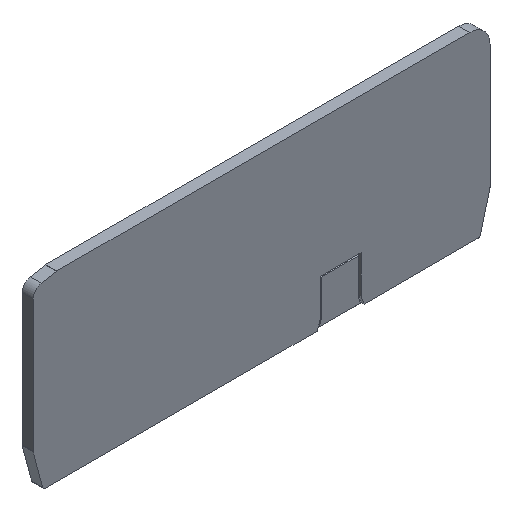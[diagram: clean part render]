
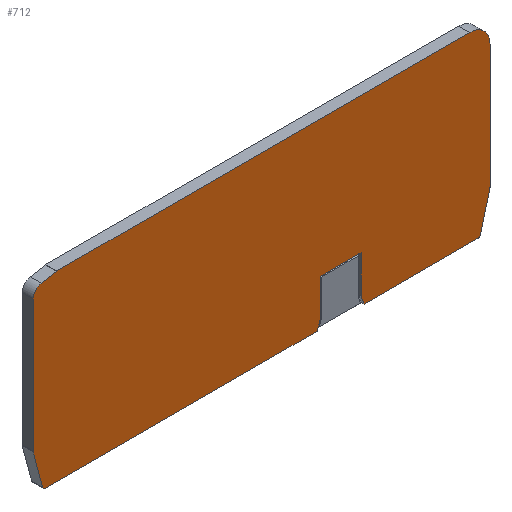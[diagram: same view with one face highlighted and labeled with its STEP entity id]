
A CAD part, isometric view. The second image highlights one B-rep face of the part: STEP entity #712.
In plain terms, the highlighted planar face has unit normal (0, -1, 0).
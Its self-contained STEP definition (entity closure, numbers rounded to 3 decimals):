
#1=CARTESIAN_POINT('',(34.55,-2.2,-10.223));
#2=DIRECTION('',(0.,-1.,0.));
#3=DIRECTION('',(0.966,0.,-0.259));
#4=AXIS2_PLACEMENT_3D('',#1,#2,#3);
#6=DIRECTION('',(0.259,0.,0.966));
#7=VECTOR('',#6,7.274);
#8=CARTESIAN_POINT('',(33.15,-2.2,-17.379));
#9=LINE('',#8,#7);
#10=CARTESIAN_POINT('',(32.667,-2.2,-17.25));
#11=DIRECTION('',(0.,-1.,0.));
#12=DIRECTION('',(0.,0.,-1.));
#13=AXIS2_PLACEMENT_3D('',#10,#11,#12);
#15=DIRECTION('',(0.342,0.,-0.94));
#16=VECTOR('',#15,1.756);
#17=CARTESIAN_POINT('',(9.5,-2.2,-16.1));
#18=LINE('',#17,#16);
#19=DIRECTION('',(0.342,0.,0.94));
#20=VECTOR('',#19,1.756);
#21=CARTESIAN_POINT('',(0.8,-2.2,-17.75));
#22=LINE('',#21,#20);
#23=DIRECTION('',(1.,0.,0.));
#24=VECTOR('',#23,53.867);
#25=CARTESIAN_POINT('',(-53.067,-2.2,-17.75));
#26=LINE('',#25,#24);
#27=CARTESIAN_POINT('',(-53.067,-2.2,-17.25));
#28=DIRECTION('',(0.,-1.,0.));
#29=DIRECTION('',(-0.966,0.,-0.259));
#30=AXIS2_PLACEMENT_3D('',#27,#28,#29);
#32=DIRECTION('',(0.259,0.,-0.966));
#33=VECTOR('',#32,7.274);
#34=CARTESIAN_POINT('',(-55.433,-2.2,-10.353));
#35=LINE('',#34,#33);
#36=CARTESIAN_POINT('',(-54.95,-2.2,-10.223));
#37=DIRECTION('',(0.,-1.,0.));
#38=DIRECTION('',(-1.,0.,0.));
#39=AXIS2_PLACEMENT_3D('',#36,#37,#38);
#41=DIRECTION('',(0.,0.,-1.));
#42=VECTOR('',#41,26.097);
#43=CARTESIAN_POINT('',(-55.45,-2.2,15.873));
#44=LINE('',#43,#42);
#45=CARTESIAN_POINT('',(-53.821,-2.2,17.778));
#46=CARTESIAN_POINT('',(-54.003,-2.2,17.743));
#47=CARTESIAN_POINT('',(-54.343,-2.2,17.629));
#48=CARTESIAN_POINT('',(-54.798,-2.2,17.323));
#49=CARTESIAN_POINT('',(-55.151,-2.2,16.91));
#50=CARTESIAN_POINT('',(-55.382,-2.2,16.414));
#51=CARTESIAN_POINT('',(-55.444,-2.2,16.062));
#52=CARTESIAN_POINT('',(-55.45,-2.2,15.873));
#54=DIRECTION('',(-0.983,0.,-0.185));
#55=VECTOR('',#54,3.04);
#56=CARTESIAN_POINT('',(-50.834,-2.2,18.341));
#57=LINE('',#56,#55);
#58=CARTESIAN_POINT('',(-50.741,-2.2,17.85));
#59=DIRECTION('',(0.,-1.,0.));
#60=DIRECTION('',(0.,0.,1.));
#61=AXIS2_PLACEMENT_3D('',#58,#59,#60);
#63=DIRECTION('',(-1.,0.,0.));
#64=VECTOR('',#63,81.791);
#65=CARTESIAN_POINT('',(31.05,-2.2,18.35));
#66=LINE('',#65,#64);
#67=CARTESIAN_POINT('',(31.05,-2.2,14.35));
#68=DIRECTION('',(0.,-1.,0.));
#69=DIRECTION('',(1.,0.,0.));
#70=AXIS2_PLACEMENT_3D('',#67,#68,#69);
#72=DIRECTION('',(0.,0.,-1.));
#73=VECTOR('',#72,24.573);
#74=CARTESIAN_POINT('',(35.05,-2.2,14.35));
#75=LINE('',#74,#73);
#303=DIRECTION('',(-1.,0.,0.));
#304=VECTOR('',#303,22.567);
#305=CARTESIAN_POINT('',(32.667,-2.2,-17.75));
#306=LINE('',#305,#304);
#463=DIRECTION('',(0.,0.,-1.));
#464=VECTOR('',#463,7.45);
#465=CARTESIAN_POINT('',(1.4,-2.2,-8.65));
#466=LINE('',#465,#464);
#471=DIRECTION('',(-1.,0.,0.));
#472=VECTOR('',#471,8.1);
#473=CARTESIAN_POINT('',(9.5,-2.2,-8.65));
#474=LINE('',#473,#472);
#479=DIRECTION('',(0.,0.,1.));
#480=VECTOR('',#479,7.45);
#481=CARTESIAN_POINT('',(9.5,-2.2,-16.1));
#482=LINE('',#481,#480);
#515=CARTESIAN_POINT('',(35.05,-2.2,14.35));
#516=CARTESIAN_POINT('',(35.05,-2.2,-10.223));
#517=VERTEX_POINT('',#515);
#518=VERTEX_POINT('',#516);
#519=CARTESIAN_POINT('',(31.05,-2.2,18.35));
#520=VERTEX_POINT('',#519);
#521=CARTESIAN_POINT('',(-50.741,-2.2,18.35));
#522=VERTEX_POINT('',#521);
#523=CARTESIAN_POINT('',(-50.834,-2.2,18.341));
#524=VERTEX_POINT('',#523);
#525=CARTESIAN_POINT('',(-53.821,-2.2,17.778));
#526=VERTEX_POINT('',#525);
#527=VERTEX_POINT('',#52);
#528=CARTESIAN_POINT('',(-55.45,-2.2,-10.223));
#529=VERTEX_POINT('',#528);
#530=CARTESIAN_POINT('',(-55.433,-2.2,-10.353));
#531=VERTEX_POINT('',#530);
#532=CARTESIAN_POINT('',(-53.55,-2.2,-17.379));
#533=VERTEX_POINT('',#532);
#534=CARTESIAN_POINT('',(-53.067,-2.2,-17.75));
#535=VERTEX_POINT('',#534);
#536=CARTESIAN_POINT('',(0.8,-2.2,-17.75));
#537=VERTEX_POINT('',#536);
#538=CARTESIAN_POINT('',(1.4,-2.2,-16.1));
#539=VERTEX_POINT('',#538);
#540=CARTESIAN_POINT('',(1.4,-2.2,-8.65));
#541=VERTEX_POINT('',#540);
#542=CARTESIAN_POINT('',(9.5,-2.2,-8.65));
#543=VERTEX_POINT('',#542);
#544=CARTESIAN_POINT('',(9.5,-2.2,-16.1));
#545=VERTEX_POINT('',#544);
#546=CARTESIAN_POINT('',(10.1,-2.2,-17.75));
#547=VERTEX_POINT('',#546);
#548=CARTESIAN_POINT('',(32.667,-2.2,-17.75));
#549=VERTEX_POINT('',#548);
#550=CARTESIAN_POINT('',(33.15,-2.2,-17.379));
#551=VERTEX_POINT('',#550);
#552=CARTESIAN_POINT('',(35.033,-2.2,-10.353));
#553=VERTEX_POINT('',#552);
#665=CARTESIAN_POINT('',(0.,-2.2,0.));
#666=DIRECTION('',(0.,1.,0.));
#667=DIRECTION('',(1.,0.,0.));
#668=AXIS2_PLACEMENT_3D('',#665,#666,#667);
#669=PLANE('',#668);
#671=ORIENTED_EDGE('',*,*,#670,.T.);
#673=ORIENTED_EDGE('',*,*,#672,.F.);
#675=ORIENTED_EDGE('',*,*,#674,.F.);
#677=ORIENTED_EDGE('',*,*,#676,.F.);
#679=ORIENTED_EDGE('',*,*,#678,.T.);
#681=ORIENTED_EDGE('',*,*,#680,.F.);
#683=ORIENTED_EDGE('',*,*,#682,.T.);
#685=ORIENTED_EDGE('',*,*,#684,.T.);
#687=ORIENTED_EDGE('',*,*,#686,.T.);
#689=ORIENTED_EDGE('',*,*,#688,.F.);
#691=ORIENTED_EDGE('',*,*,#690,.F.);
#693=ORIENTED_EDGE('',*,*,#692,.F.);
#695=ORIENTED_EDGE('',*,*,#694,.F.);
#697=ORIENTED_EDGE('',*,*,#696,.F.);
#699=ORIENTED_EDGE('',*,*,#698,.F.);
#701=ORIENTED_EDGE('',*,*,#700,.F.);
#703=ORIENTED_EDGE('',*,*,#702,.F.);
#705=ORIENTED_EDGE('',*,*,#704,.F.);
#707=ORIENTED_EDGE('',*,*,#706,.F.);
#709=ORIENTED_EDGE('',*,*,#708,.F.);
#710=EDGE_LOOP('',(#671,#673,#675,#677,#679,#681,#683,#685,#687,#689,#691,#693,
#695,#697,#699,#701,#703,#705,#707,#709));
#711=FACE_OUTER_BOUND('',#710,.F.);
#5=CIRCLE('',#4,0.5);
#14=CIRCLE('',#13,0.5);
#31=CIRCLE('',#30,0.5);
#40=CIRCLE('',#39,0.5);
#53=B_SPLINE_CURVE_WITH_KNOTS('',3,(#45,#46,#47,#48,#49,#50,#51,#52),
.UNSPECIFIED.,.F.,.F.,(4,1,1,1,1,4),(0.,0.2,0.4,0.6,0.8,1.),
.UNSPECIFIED.);
#62=CIRCLE('',#61,0.5);
#71=CIRCLE('',#70,4.);
#670=EDGE_CURVE('',#517,#518,#75,.T.);
#672=EDGE_CURVE('',#553,#518,#5,.T.);
#674=EDGE_CURVE('',#551,#553,#9,.T.);
#676=EDGE_CURVE('',#549,#551,#14,.T.);
#678=EDGE_CURVE('',#549,#547,#306,.T.);
#680=EDGE_CURVE('',#545,#547,#18,.T.);
#682=EDGE_CURVE('',#545,#543,#482,.T.);
#684=EDGE_CURVE('',#543,#541,#474,.T.);
#686=EDGE_CURVE('',#541,#539,#466,.T.);
#688=EDGE_CURVE('',#537,#539,#22,.T.);
#690=EDGE_CURVE('',#535,#537,#26,.T.);
#692=EDGE_CURVE('',#533,#535,#31,.T.);
#694=EDGE_CURVE('',#531,#533,#35,.T.);
#696=EDGE_CURVE('',#529,#531,#40,.T.);
#698=EDGE_CURVE('',#527,#529,#44,.T.);
#700=EDGE_CURVE('',#526,#527,#53,.T.);
#702=EDGE_CURVE('',#524,#526,#57,.T.);
#704=EDGE_CURVE('',#522,#524,#62,.T.);
#706=EDGE_CURVE('',#520,#522,#66,.T.);
#708=EDGE_CURVE('',#517,#520,#71,.T.);
#712=ADVANCED_FACE('',(#711),#669,.F.);
